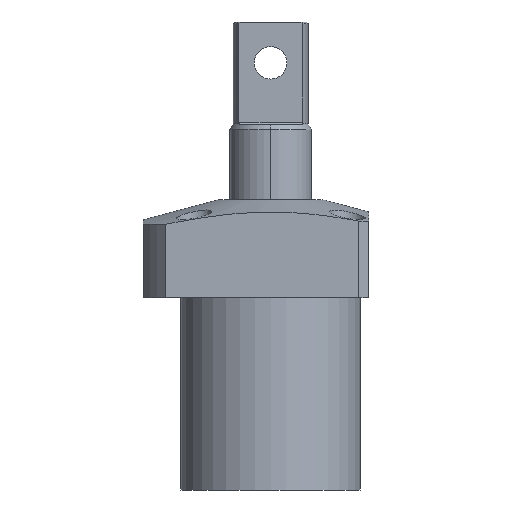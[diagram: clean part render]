
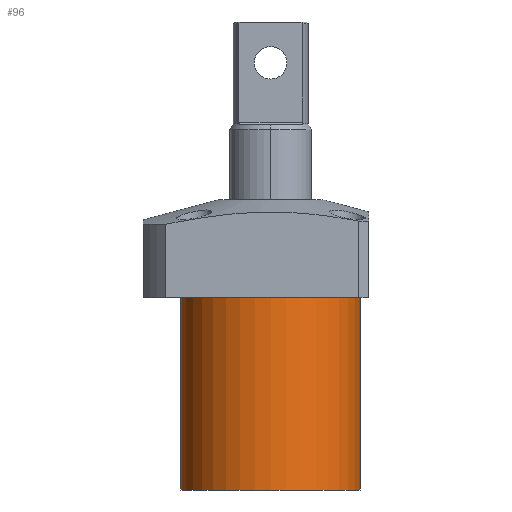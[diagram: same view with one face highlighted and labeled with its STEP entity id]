
A CAD part, front view. The second image highlights one B-rep face of the part: STEP entity #96.
In plain terms, the highlighted cylindrical face has radius 27.5 mm (diameter 55 mm), a partial arc.
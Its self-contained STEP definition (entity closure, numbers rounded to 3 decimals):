
#58 = ORIENTED_EDGE ( 'NONE', *, *, #340, .T. ) ;
#93 = VERTEX_POINT ( 'NONE', #94 ) ;
#94 = CARTESIAN_POINT ( 'NONE',  ( 27.5, 0., 0. ) ) ;
#96 = ADVANCED_FACE ( 'NONE', ( #1606 ), #513, .T. ) ;
#140 = CARTESIAN_POINT ( 'NONE',  ( 0., 0., 0. ) ) ;
#246 = AXIS2_PLACEMENT_3D ( 'NONE', #140, #1568, #336 ) ;
#293 = DIRECTION ( 'NONE',  ( 0., 0., 1. ) ) ;
#311 = EDGE_LOOP ( 'NONE', ( #2273, #58, #2637, #506 ) ) ;
#336 = DIRECTION ( 'NONE',  ( 1., 0., 0. ) ) ;
#340 = EDGE_CURVE ( 'NONE', #1110, #1665, #1663, .T. ) ;
#431 = CARTESIAN_POINT ( 'NONE',  ( -27.5, 0., 0. ) ) ;
#506 = ORIENTED_EDGE ( 'NONE', *, *, #717, .F. ) ;
#513 = CYLINDRICAL_SURFACE ( 'NONE', #2274, 27.5 ) ;
#717 = EDGE_CURVE ( 'NONE', #1473, #93, #2292, .T. ) ;
#741 = CARTESIAN_POINT ( 'NONE',  ( 0., 0., -59. ) ) ;
#912 = CARTESIAN_POINT ( 'NONE',  ( -27.5, 0., -59. ) ) ;
#958 = LINE ( 'NONE', #2184, #2024 ) ;
#993 = DIRECTION ( 'NONE',  ( 0., 0., 1. ) ) ;
#1017 = CARTESIAN_POINT ( 'NONE',  ( -27.5, 0., -59. ) ) ;
#1064 = DIRECTION ( 'NONE',  ( 1., 0., 0. ) ) ;
#1110 = VERTEX_POINT ( 'NONE', #1017 ) ;
#1473 = VERTEX_POINT ( 'NONE', #431 ) ;
#1490 = AXIS2_PLACEMENT_3D ( 'NONE', #2476, #993, #2266 ) ;
#1543 = DIRECTION ( 'NONE',  ( 0., 0., 1. ) ) ;
#1561 = EDGE_CURVE ( 'NONE', #1665, #93, #958, .T. ) ;
#1568 = DIRECTION ( 'NONE',  ( 0., 0., 1. ) ) ;
#1606 = FACE_OUTER_BOUND ( 'NONE', #311, .T. ) ;
#1663 = CIRCLE ( 'NONE', #1490, 27.5 ) ;
#1665 = VERTEX_POINT ( 'NONE', #1754 ) ;
#1754 = CARTESIAN_POINT ( 'NONE',  ( 27.5, 0., -59. ) ) ;
#2024 = VECTOR ( 'NONE', #2394, 1000. ) ;
#2184 = CARTESIAN_POINT ( 'NONE',  ( 27.5, 0., -59. ) ) ;
#2217 = LINE ( 'NONE', #912, #2692 ) ;
#2266 = DIRECTION ( 'NONE',  ( 1., 0., 0. ) ) ;
#2273 = ORIENTED_EDGE ( 'NONE', *, *, #2327, .F. ) ;
#2274 = AXIS2_PLACEMENT_3D ( 'NONE', #741, #293, #1064 ) ;
#2292 = CIRCLE ( 'NONE', #246, 27.5 ) ;
#2327 = EDGE_CURVE ( 'NONE', #1110, #1473, #2217, .T. ) ;
#2394 = DIRECTION ( 'NONE',  ( 0., 0., 1. ) ) ;
#2476 = CARTESIAN_POINT ( 'NONE',  ( 0., 0., -59. ) ) ;
#2637 = ORIENTED_EDGE ( 'NONE', *, *, #1561, .T. ) ;
#2692 = VECTOR ( 'NONE', #1543, 1000. ) ;
